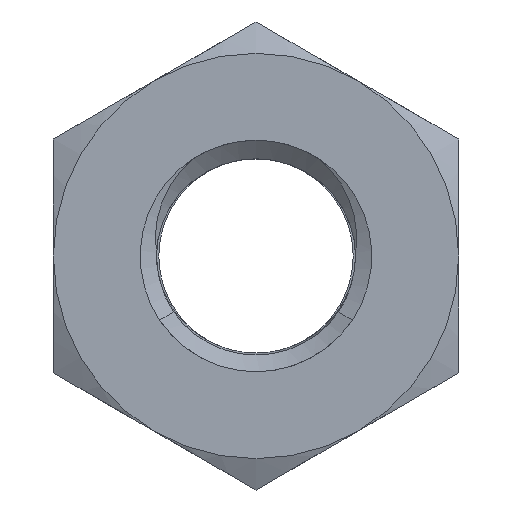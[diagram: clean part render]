
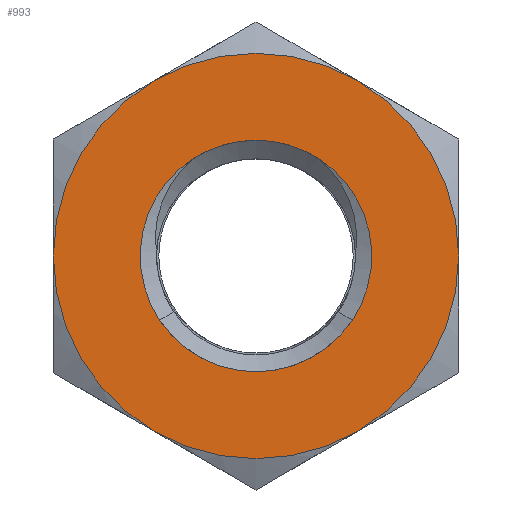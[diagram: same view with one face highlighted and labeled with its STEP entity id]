
A CAD part, front view. The second image highlights one B-rep face of the part: STEP entity #993.
In plain terms, the highlighted planar face has unit normal (0, -1, 0).
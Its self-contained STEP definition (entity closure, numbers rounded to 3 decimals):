
#22=FACE_BOUND('',#224,.T.);
#28=PLANE('',#1121);
#162=FACE_OUTER_BOUND('',#223,.T.);
#223=EDGE_LOOP('',(#808,#809,#810,#811,#812,#813));
#224=EDGE_LOOP('',(#814,#815,#816,#817,#818));
#332=CIRCLE('',#1060,3.5);
#355=CIRCLE('',#1111,2.);
#356=CIRCLE('',#1113,2.);
#357=CIRCLE('',#1114,2.);
#359=CIRCLE('',#1119,2.);
#360=CIRCLE('',#1122,3.5);
#361=CIRCLE('',#1123,3.5);
#362=CIRCLE('',#1124,3.5);
#363=CIRCLE('',#1125,3.5);
#364=CIRCLE('',#1126,3.5);
#365=CIRCLE('',#1127,2.);
#397=VERTEX_POINT('',#1530);
#398=VERTEX_POINT('',#1531);
#447=VERTEX_POINT('',#2016);
#448=VERTEX_POINT('',#2017);
#449=VERTEX_POINT('',#2035);
#450=VERTEX_POINT('',#2037);
#451=VERTEX_POINT('',#2039);
#455=VERTEX_POINT('',#2097);
#456=VERTEX_POINT('',#2099);
#457=VERTEX_POINT('',#2101);
#458=VERTEX_POINT('',#2103);
#502=EDGE_CURVE('',#397,#398,#332,.T.);
#573=EDGE_CURVE('',#447,#448,#355,.T.);
#575=EDGE_CURVE('',#449,#450,#356,.T.);
#577=EDGE_CURVE('',#451,#449,#357,.T.);
#581=EDGE_CURVE('',#448,#451,#359,.T.);
#584=EDGE_CURVE('',#398,#455,#360,.T.);
#585=EDGE_CURVE('',#455,#456,#361,.T.);
#586=EDGE_CURVE('',#456,#457,#362,.T.);
#587=EDGE_CURVE('',#457,#458,#363,.T.);
#588=EDGE_CURVE('',#458,#397,#364,.T.);
#589=EDGE_CURVE('',#450,#447,#365,.T.);
#808=ORIENTED_EDGE('',*,*,#502,.T.);
#809=ORIENTED_EDGE('',*,*,#584,.T.);
#810=ORIENTED_EDGE('',*,*,#585,.T.);
#811=ORIENTED_EDGE('',*,*,#586,.T.);
#812=ORIENTED_EDGE('',*,*,#587,.T.);
#813=ORIENTED_EDGE('',*,*,#588,.T.);
#814=ORIENTED_EDGE('',*,*,#581,.F.);
#815=ORIENTED_EDGE('',*,*,#573,.F.);
#816=ORIENTED_EDGE('',*,*,#589,.F.);
#817=ORIENTED_EDGE('',*,*,#575,.F.);
#818=ORIENTED_EDGE('',*,*,#577,.F.);
#993=ADVANCED_FACE('',(#162,#22),#28,.F.);
#1060=AXIS2_PLACEMENT_3D('',#1532,#1226,#1227);
#1111=AXIS2_PLACEMENT_3D('',#2033,#1347,#1348);
#1113=AXIS2_PLACEMENT_3D('',#2038,#1352,#1353);
#1114=AXIS2_PLACEMENT_3D('',#2070,#1354,#1355);
#1119=AXIS2_PLACEMENT_3D('',#2085,#1364,#1365);
#1121=AXIS2_PLACEMENT_3D('',#2096,#1368,#1369);
#1122=AXIS2_PLACEMENT_3D('',#2098,#1370,#1371);
#1123=AXIS2_PLACEMENT_3D('',#2100,#1372,#1373);
#1124=AXIS2_PLACEMENT_3D('',#2102,#1374,#1375);
#1125=AXIS2_PLACEMENT_3D('',#2104,#1376,#1377);
#1126=AXIS2_PLACEMENT_3D('',#2105,#1378,#1379);
#1127=AXIS2_PLACEMENT_3D('',#2106,#1380,#1381);
#1226=DIRECTION('center_axis',(0.,-1.,0.));
#1227=DIRECTION('ref_axis',(0.,0.,-1.));
#1347=DIRECTION('center_axis',(0.,-1.,0.));
#1348=DIRECTION('ref_axis',(0.,0.,-1.));
#1352=DIRECTION('center_axis',(0.,-1.,0.));
#1353=DIRECTION('ref_axis',(0.,0.,-1.));
#1354=DIRECTION('center_axis',(0.,-1.,0.));
#1355=DIRECTION('ref_axis',(0.,0.,-1.));
#1364=DIRECTION('center_axis',(0.,-1.,0.));
#1365=DIRECTION('ref_axis',(0.,0.,-1.));
#1368=DIRECTION('center_axis',(0.,1.,0.));
#1369=DIRECTION('ref_axis',(0.,0.,1.));
#1370=DIRECTION('center_axis',(0.,-1.,0.));
#1371=DIRECTION('ref_axis',(0.,0.,-1.));
#1372=DIRECTION('center_axis',(0.,-1.,0.));
#1373=DIRECTION('ref_axis',(0.,0.,-1.));
#1374=DIRECTION('center_axis',(0.,-1.,0.));
#1375=DIRECTION('ref_axis',(0.,0.,-1.));
#1376=DIRECTION('center_axis',(0.,-1.,0.));
#1377=DIRECTION('ref_axis',(0.,0.,-1.));
#1378=DIRECTION('center_axis',(0.,-1.,0.));
#1379=DIRECTION('ref_axis',(0.,0.,-1.));
#1380=DIRECTION('center_axis',(0.,-1.,0.));
#1381=DIRECTION('ref_axis',(0.,0.,-1.));
#1530=CARTESIAN_POINT('',(1.75,0.,3.031));
#1531=CARTESIAN_POINT('',(-1.75,0.,3.031));
#1532=CARTESIAN_POINT('Origin',(0.,0.,0.));
#2016=CARTESIAN_POINT('',(-1.664,0.,-1.11));
#2017=CARTESIAN_POINT('',(1.664,0.,-1.11));
#2033=CARTESIAN_POINT('Origin',(0.,0.,0.));
#2035=CARTESIAN_POINT('',(0.,0.,2.));
#2037=CARTESIAN_POINT('',(-1.078,0.,1.685));
#2038=CARTESIAN_POINT('Origin',(0.,0.,0.));
#2039=CARTESIAN_POINT('',(1.078,0.,1.685));
#2070=CARTESIAN_POINT('Origin',(0.,0.,0.));
#2085=CARTESIAN_POINT('Origin',(0.,0.,0.));
#2096=CARTESIAN_POINT('Origin',(-3.5,0.,-6.062));
#2097=CARTESIAN_POINT('',(-3.5,0.,0.));
#2098=CARTESIAN_POINT('Origin',(0.,0.,0.));
#2099=CARTESIAN_POINT('',(-1.75,0.,-3.031));
#2100=CARTESIAN_POINT('Origin',(0.,0.,0.));
#2101=CARTESIAN_POINT('',(1.75,0.,-3.031));
#2102=CARTESIAN_POINT('Origin',(0.,0.,0.));
#2103=CARTESIAN_POINT('',(3.5,0.,0.));
#2104=CARTESIAN_POINT('Origin',(0.,0.,0.));
#2105=CARTESIAN_POINT('Origin',(0.,0.,0.));
#2106=CARTESIAN_POINT('Origin',(0.,0.,0.));
